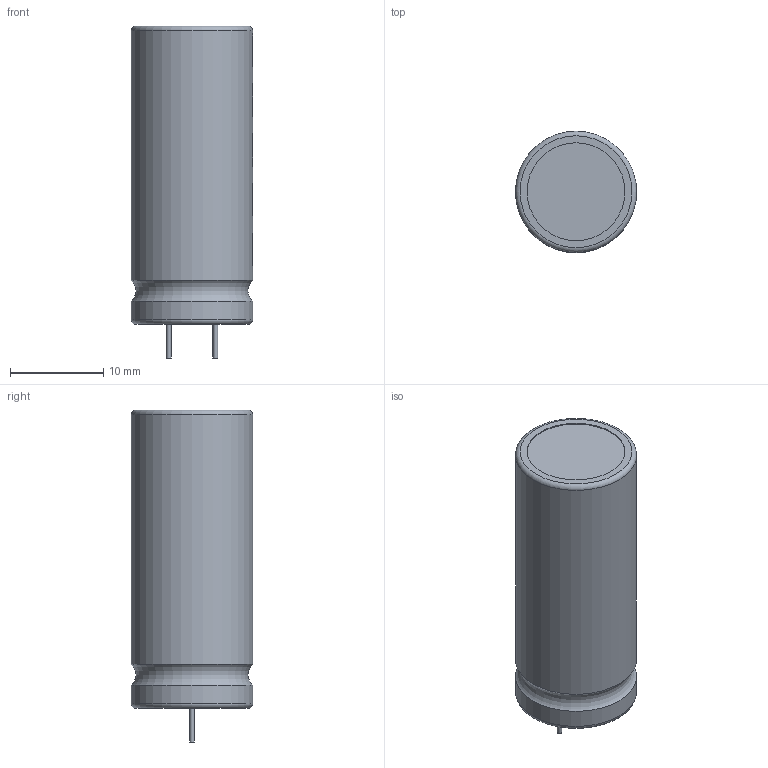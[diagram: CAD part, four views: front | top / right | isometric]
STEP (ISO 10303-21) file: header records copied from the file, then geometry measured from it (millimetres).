
FILE_DESCRIPTION(/* description */ (''),/* implementation_level */ '2;1');
FILE_NAME(/* name */ 'CAPPR500-1300X3200.stp',/* time_stamp */ '2016-02-17T10:11:07+01:00',/* author */ ('riccim'),/* organization */ (''),/* preprocessor_version */ 'ST-DEVELOPER v15.5',/* originating_system */ 'AutoCAD Mechanical',/* authorisation */ '');
FILE_SCHEMA (('AUTOMOTIVE_DESIGN { 1 0 10303 214 3 1 1 }'));
Length unit declared in the file: millimetre
Products named in the file (1): Product
Bounding box: 13 x 13 x 35.6 mm (x, y, z)
Volume: 4196.6 mm3; surface area: 2004.3 mm2
Topology: 10 solids, 10 shells, 78 faces, 166 edges, 110 vertices
Faces by surface type: plane 52, cylinder 23, torus 3
Full cylindrical faces by diameter (mm): 0.5 x2, 10.5 x4, 13 x2
Entity records: 1954 total; most frequent: DIRECTION 354, CARTESIAN_POINT 315, ORIENTED_EDGE 276, EDGE_CURVE 138, AXIS2_PLACEMENT_3D 137, VERTEX_POINT 98, EDGE_LOOP 96, LINE 80
